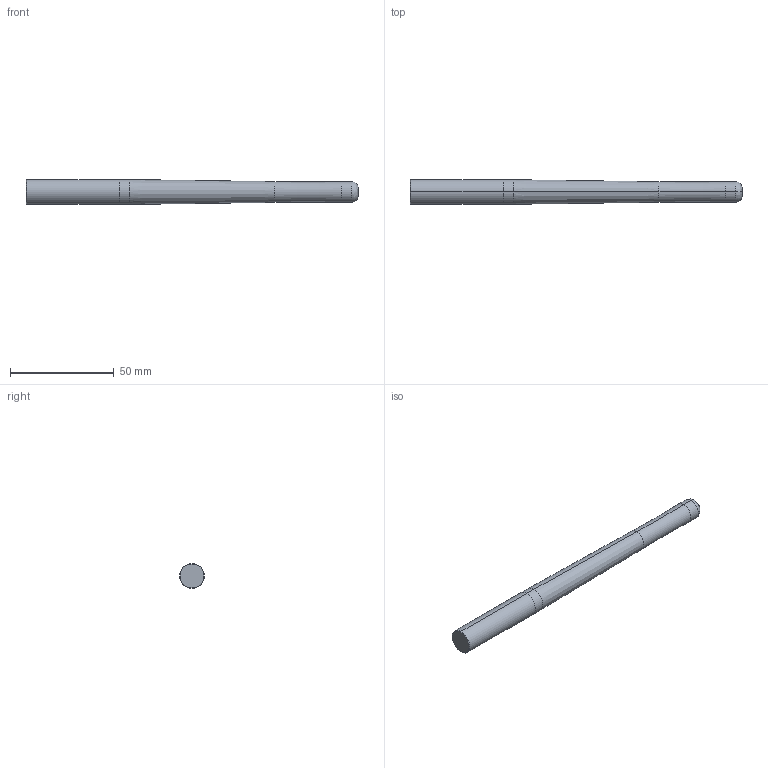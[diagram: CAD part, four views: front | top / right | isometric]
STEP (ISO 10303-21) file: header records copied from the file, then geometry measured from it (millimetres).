
FILE_DESCRIPTION((''),'2;1');
FILE_NAME('52734101_ASM','2019-10-15T12:58:11',('endresb'),(''),'CREO PARAMETRIC BY PTC INC, 2018400','CREO PARAMETRIC BY PTC INC, 2018400','');
FILE_SCHEMA(('AUTOMOTIVE_DESIGN { 1 0 10303 214 1 1 1 1 }'));
Length unit declared in the file: millimetre
Products named in the file (3): 52734101NC; 52734101C; 52734101_ASM
Assembly tree (2 placements, depth 2):
  52734101_ASM
    52734101NC
    52734101C
Bounding box: 160 x 12 x 12 mm (x, y, z)
Volume: 15281.5 mm3; surface area: 5832.9 mm2
Topology: 2 solids, 2 shells, 18 faces, 35 edges, 22 vertices
Faces by surface type: cylinder 6, plane 4, cone 4, torus 2, bspline 2
Entity records: 1758 total; most frequent: CARTESIAN_POINT 177, DIRECTION 170, PROPERTY_DEFINITION 131, REPRESENTATION 129, PROPERTY_DEFINITION_REPRESENTATION 129, DESCRIPTIVE_REPRESENTATION_ITEM 84, GENERAL_PROPERTY 81, GENERAL_PROPERTY_ASSOCIATION 81
